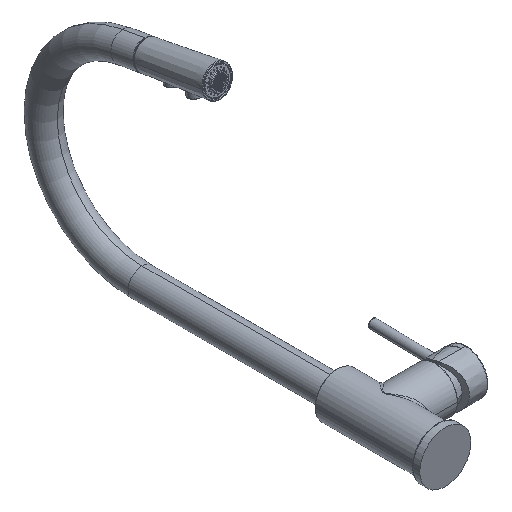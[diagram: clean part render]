
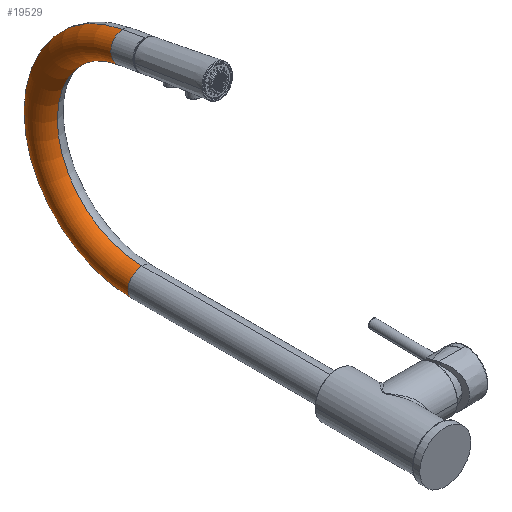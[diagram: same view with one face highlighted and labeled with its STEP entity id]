
A CAD part, isometric view. The second image highlights one B-rep face of the part: STEP entity #19529.
In plain terms, the highlighted toroidal (fillet/blend) face has major radius 100 mm and minor radius 14 mm.
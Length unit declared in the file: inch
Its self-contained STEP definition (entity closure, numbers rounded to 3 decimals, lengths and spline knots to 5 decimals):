
#6365=CARTESIAN_POINT('',(0.,12.13976,0.));
#6366=DIRECTION('',(0.,-1.,0.));
#6367=DIRECTION('',(0.,0.,1.));
#6368=AXIS2_PLACEMENT_3D('',#6365,#6366,#6367);
#6370=CARTESIAN_POINT('',(0.,12.82342,7.8142));
#6371=DIRECTION('',(0.,-0.985,0.174));
#6372=DIRECTION('',(0.,0.174,0.985));
#6373=AXIS2_PLACEMENT_3D('',#6370,#6371,#6372);
#6375=CARTESIAN_POINT('',(0.,12.13976,3.93701));
#6376=DIRECTION('',(-1.,0.,0.));
#6377=DIRECTION('',(0.,0.174,0.985));
#6378=AXIS2_PLACEMENT_3D('',#6375,#6376,#6377);
#6408=CARTESIAN_POINT('',(0.,12.13976,3.93701));
#6409=DIRECTION('',(-1.,0.,0.));
#6410=DIRECTION('',(0.,0.174,0.985));
#6411=AXIS2_PLACEMENT_3D('',#6408,#6409,#6410);
#12455=CARTESIAN_POINT('',(0.,12.13976,0.55118));
#12456=CARTESIAN_POINT('',(0.,12.13976,-0.55118));
#12457=VERTEX_POINT('',#12455);
#12458=VERTEX_POINT('',#12456);
#12459=CARTESIAN_POINT('',(0.,12.72771,7.2714));
#12460=VERTEX_POINT('',#12459);
#12461=CARTESIAN_POINT('',(0.,12.91913,8.35701));
#12462=VERTEX_POINT('',#12461);
#19515=CARTESIAN_POINT('',(0.,12.13976,3.93701));
#19516=DIRECTION('',(1.,0.,0.));
#19517=DIRECTION('',(0.,0.,1.));
#19518=AXIS2_PLACEMENT_3D('',#19515,#19516,#19517);
#19519=TOROIDAL_SURFACE('',#19518,3.93701,0.55118);
#19521=ORIENTED_EDGE('',*,*,#19520,.T.);
#19523=ORIENTED_EDGE('',*,*,#19522,.F.);
#19524=ORIENTED_EDGE('',*,*,#19509,.T.);
#19526=ORIENTED_EDGE('',*,*,#19525,.T.);
#19527=EDGE_LOOP('',(#19521,#19523,#19524,#19526));
#19528=FACE_OUTER_BOUND('',#19527,.F.);
#19529=ADVANCED_FACE('',(#19528),#19519,.T.);
#6369=CIRCLE('',#6368,0.55118);
#6374=CIRCLE('',#6373,0.55118);
#6379=CIRCLE('',#6378,3.38583);
#6412=CIRCLE('',#6411,4.48819);
#19509=EDGE_CURVE('',#12462,#12460,#6374,.T.);
#19520=EDGE_CURVE('',#12457,#12458,#6369,.T.);
#19522=EDGE_CURVE('',#12462,#12458,#6412,.T.);
#19525=EDGE_CURVE('',#12460,#12457,#6379,.T.);
